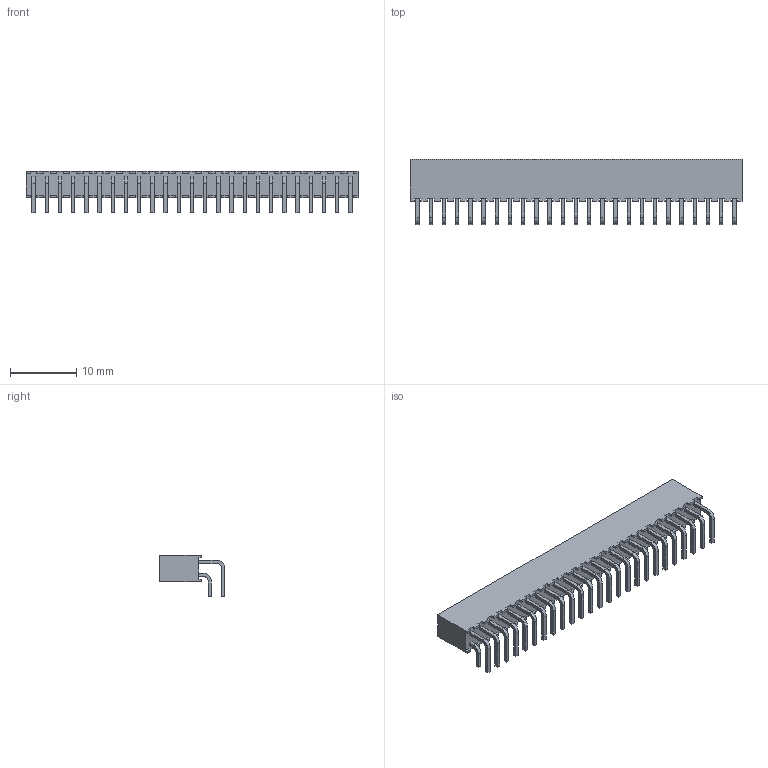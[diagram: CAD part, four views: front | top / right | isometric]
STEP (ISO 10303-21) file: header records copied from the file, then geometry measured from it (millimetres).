
FILE_DESCRIPTION((''),'2;1');
FILE_NAME('SAMTEC_SQT-125-01-L-D-RA.stp','2011-08-23T09:54:30',(''),(''),'Mechanical Desktop 2011','Mechanical Desktop 2011',', , ');
FILE_SCHEMA(('AUTOMOTIVE_DESIGN { 1 2 10303 214 1 1 1 1 }'));
Length unit declared in the file: millimetre
Products named in the file (1): Product
Bounding box: 50.3 x 9.87 x 6.29 mm (x, y, z)
Volume: 1273.4 mm3; surface area: 1815.7 mm2
Topology: 51 solids, 51 shells, 960 faces, 2424 edges, 1616 vertices
Faces by surface type: plane 860, cylinder 100
Entity records: 28390 total; most frequent: CARTESIAN_POINT 5001, ORIENTED_EDGE 4848, DIRECTION 4546, EDGE_CURVE 2424, VECTOR 2224, LINE 2224, VERTEX_POINT 1616, AXIS2_PLACEMENT_3D 1161
